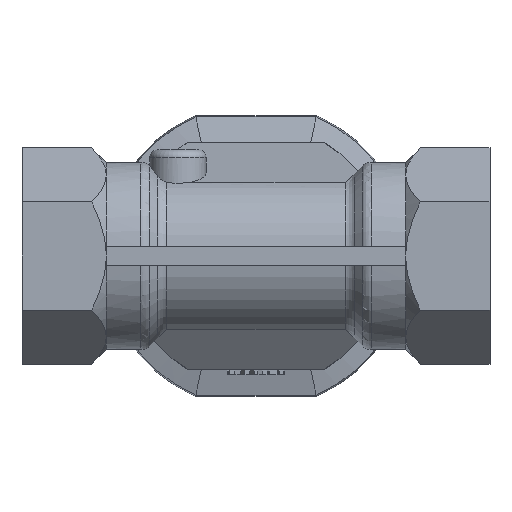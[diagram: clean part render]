
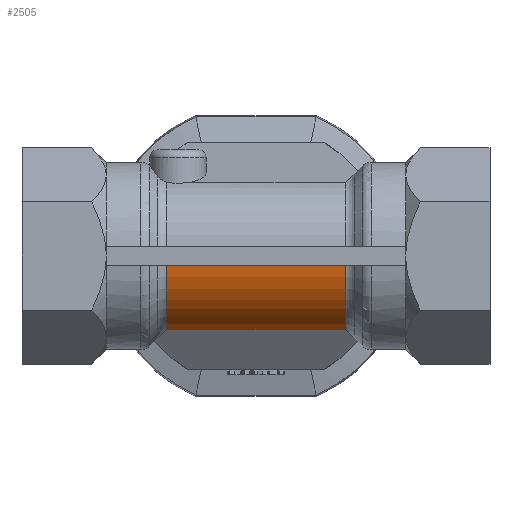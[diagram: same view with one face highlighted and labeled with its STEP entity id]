
A CAD part, front view. The second image highlights one B-rep face of the part: STEP entity #2505.
In plain terms, the highlighted cylindrical face has radius 25 mm (diameter 50 mm), a partial arc.
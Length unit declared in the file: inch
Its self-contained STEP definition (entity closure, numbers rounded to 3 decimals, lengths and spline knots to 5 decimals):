
#773 = CIRCLE ( 'NONE', #7756, 0.98425 ) ;
#808 = CIRCLE ( 'NONE', #7763, 0.98425 ) ;
#809 = LINE ( 'NONE', #2836, #811 ) ;
#811 = VECTOR ( 'NONE', #2837, 39.37008 ) ;
#1978 = CARTESIAN_POINT ( 'NONE',  ( 1.12544, -0.97714, -0.11811 ) ) ;
#1984 = CARTESIAN_POINT ( 'NONE',  ( -1.12544, -0.97714, -0.11811 ) ) ;
#1987 = CARTESIAN_POINT ( 'NONE',  ( 1.12544, -0.33663, -0.92489 ) ) ;
#1988 = CARTESIAN_POINT ( 'NONE',  ( -1.12544, -0.33663, -0.92489 ) ) ;
#2505 = ADVANCED_FACE ( 'NONE', ( #6696 ), #6703, .T. ) ;
#2649 = CARTESIAN_POINT ( 'NONE',  ( -1.12544, 0., 0. ) ) ;
#2650 = DIRECTION ( 'NONE',  ( -1., 0., 0. ) ) ;
#2652 = DIRECTION ( 'NONE',  ( 0., 0., 1. ) ) ;
#2822 = CARTESIAN_POINT ( 'NONE',  ( 1.12544, 0., 0. ) ) ;
#2823 = DIRECTION ( 'NONE',  ( -1., 0., 0. ) ) ;
#2824 = DIRECTION ( 'NONE',  ( 0., 0., 1. ) ) ;
#2836 = CARTESIAN_POINT ( 'NONE',  ( -0.37862, -0.97714, -0.11811 ) ) ;
#2837 = DIRECTION ( 'NONE',  ( 1., 0., 0. ) ) ;
#3695 = LINE ( 'NONE', #4227, #3696 ) ;
#3696 = VECTOR ( 'NONE', #4228, 39.37008 ) ;
#3825 = EDGE_LOOP ( 'NONE', ( #6163, #6164, #6165, #6166 ) ) ;
#4227 = CARTESIAN_POINT ( 'NONE',  ( 2.95276, -0.33663, -0.92489 ) ) ;
#4228 = DIRECTION ( 'NONE',  ( -1., 0., 0. ) ) ;
#5558 = VERTEX_POINT ( 'NONE', #1978 ) ;
#5564 = VERTEX_POINT ( 'NONE', #1984 ) ;
#5567 = VERTEX_POINT ( 'NONE', #1987 ) ;
#5568 = VERTEX_POINT ( 'NONE', #1988 ) ;
#6163 = ORIENTED_EDGE ( 'NONE', *, *, #8115, .F. ) ;
#6164 = ORIENTED_EDGE ( 'NONE', *, *, #6248, .T. ) ;
#6165 = ORIENTED_EDGE ( 'NONE', *, *, #6252, .F. ) ;
#6166 = ORIENTED_EDGE ( 'NONE', *, *, #6215, .F. ) ;
#6215 = EDGE_CURVE ( 'NONE', #5568, #5564, #773, .T. ) ;
#6248 = EDGE_CURVE ( 'NONE', #5567, #5558, #808, .T. ) ;
#6252 = EDGE_CURVE ( 'NONE', #5564, #5558, #809, .T. ) ;
#6696 = FACE_OUTER_BOUND ( 'NONE', #3825, .T. ) ;
#6703 = CYLINDRICAL_SURFACE ( 'NONE', #7536, 0.98425 ) ;
#7324 = DIRECTION ( 'NONE',  ( 0., 0., 1. ) ) ;
#7328 = DIRECTION ( 'NONE',  ( -1., 0., 0. ) ) ;
#7329 = CARTESIAN_POINT ( 'NONE',  ( 2.95276, 0., 0. ) ) ;
#7536 = AXIS2_PLACEMENT_3D ( 'NONE', #7329, #7328, #7324 ) ;
#7756 = AXIS2_PLACEMENT_3D ( 'NONE', #2649, #2650, #2652 ) ;
#7763 = AXIS2_PLACEMENT_3D ( 'NONE', #2822, #2823, #2824 ) ;
#8115 = EDGE_CURVE ( 'NONE', #5567, #5568, #3695, .T. ) ;
